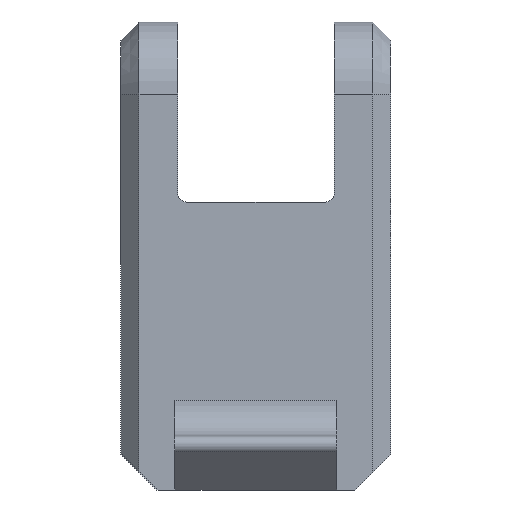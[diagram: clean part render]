
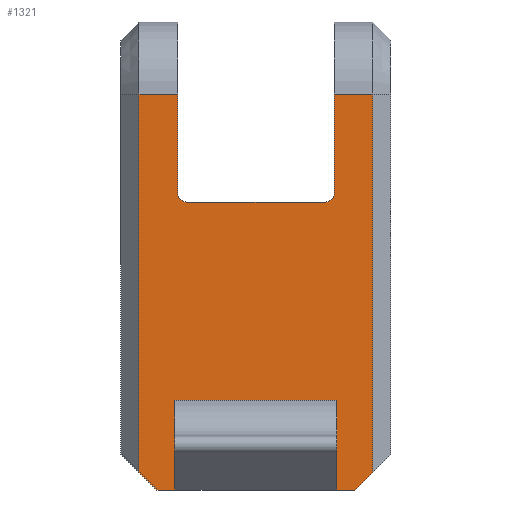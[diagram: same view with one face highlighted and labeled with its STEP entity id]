
A CAD part, front view. The second image highlights one B-rep face of the part: STEP entity #1321.
In plain terms, the highlighted planar face has unit normal (0, -1, 0).
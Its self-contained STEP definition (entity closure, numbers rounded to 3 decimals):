
#62=CARTESIAN_POINT('Vertex',(-13.,-8.,2.)) ;
#83=CARTESIAN_POINT('Vertex',(-11.,-8.,0.)) ;
#86=CARTESIAN_POINT('Line Origine',(-13.,-8.,2.)) ;
#228=CARTESIAN_POINT('Line Origine',(0.,-8.,44.)) ;
#232=CARTESIAN_POINT('Vertex',(-8.7,-8.,44.)) ;
#234=CARTESIAN_POINT('Vertex',(-13.,-8.,44.)) ;
#275=CARTESIAN_POINT('Line Origine',(-8.7,-8.,38.5)) ;
#279=CARTESIAN_POINT('Vertex',(-8.7,-8.,33.)) ;
#317=CARTESIAN_POINT('Axis2P3D Location',(-7.7,-8.,33.)) ;
#321=CARTESIAN_POINT('Vertex',(-7.7,-8.,32.)) ;
#348=CARTESIAN_POINT('Line Origine',(3.85,-8.,32.)) ;
#352=CARTESIAN_POINT('Vertex',(7.7,-8.,32.)) ;
#354=CARTESIAN_POINT('Vertex',(0.,-8.,32.)) ;
#376=CARTESIAN_POINT('Line Origine',(-3.85,-8.,32.)) ;
#429=CARTESIAN_POINT('Axis2P3D Location',(7.7,-8.,33.)) ;
#433=CARTESIAN_POINT('Vertex',(8.7,-8.,33.)) ;
#468=CARTESIAN_POINT('Vertex',(8.7,-8.,44.)) ;
#471=CARTESIAN_POINT('Line Origine',(0.,-8.,44.)) ;
#475=CARTESIAN_POINT('Vertex',(13.,-8.,44.)) ;
#1081=CARTESIAN_POINT('Line Origine',(13.,-8.,26.4)) ;
#1085=CARTESIAN_POINT('Vertex',(13.,-8.,2.)) ;
#1104=CARTESIAN_POINT('Line Origine',(8.7,-8.,38.5)) ;
#1125=CARTESIAN_POINT('Line Origine',(-13.,-8.,26.4)) ;
#1159=CARTESIAN_POINT('Line Origine',(13.,-8.,2.)) ;
#1163=CARTESIAN_POINT('Vertex',(11.,-8.,0.)) ;
#1218=CARTESIAN_POINT('Vertex',(9.,-8.,0.)) ;
#1221=CARTESIAN_POINT('Line Origine',(9.,-8.,5.)) ;
#1225=CARTESIAN_POINT('Vertex',(9.,-8.,10.)) ;
#1253=CARTESIAN_POINT('Vertex',(-9.,-8.,10.)) ;
#1256=CARTESIAN_POINT('Line Origine',(-9.,-8.,5.)) ;
#1260=CARTESIAN_POINT('Vertex',(-9.,-8.,0.)) ;
#1282=CARTESIAN_POINT('Axis2P3D Location',(0.,-8.,44.)) ;
#1287=CARTESIAN_POINT('Line Origine',(0.,-8.,10.)) ;
#1292=CARTESIAN_POINT('Line Origine',(10.,-8.,0.)) ;
#1297=CARTESIAN_POINT('Line Origine',(-10.,-8.,0.)) ;
#87=DIRECTION('Vector Direction',(0.707,0.,-0.707)) ;
#229=DIRECTION('Vector Direction',(1.,0.,0.)) ;
#276=DIRECTION('Vector Direction',(0.,0.,1.)) ;
#318=DIRECTION('Axis2P3D Direction',(0.,-1.,0.)) ;
#349=DIRECTION('Vector Direction',(-1.,0.,0.)) ;
#377=DIRECTION('Vector Direction',(-1.,0.,0.)) ;
#430=DIRECTION('Axis2P3D Direction',(0.,-1.,0.)) ;
#472=DIRECTION('Vector Direction',(1.,0.,0.)) ;
#1082=DIRECTION('Vector Direction',(0.,0.,1.)) ;
#1105=DIRECTION('Vector Direction',(0.,0.,1.)) ;
#1126=DIRECTION('Vector Direction',(0.,0.,1.)) ;
#1160=DIRECTION('Vector Direction',(-0.707,0.,-0.707)) ;
#1222=DIRECTION('Vector Direction',(0.,0.,-1.)) ;
#1257=DIRECTION('Vector Direction',(0.,0.,-1.)) ;
#1283=DIRECTION('Axis2P3D Direction',(0.,1.,0.)) ;
#1284=DIRECTION('Axis2P3D XDirection',(0.,0.,-1.)) ;
#1288=DIRECTION('Vector Direction',(-1.,0.,0.)) ;
#1293=DIRECTION('Vector Direction',(-1.,0.,0.)) ;
#1298=DIRECTION('Vector Direction',(-1.,0.,0.)) ;
#319=AXIS2_PLACEMENT_3D('Circle Axis2P3D',#317,#318,$) ;
#431=AXIS2_PLACEMENT_3D('Circle Axis2P3D',#429,#430,$) ;
#1285=AXIS2_PLACEMENT_3D('Plane Axis2P3D',#1282,#1283,#1284) ;
#1303=ORIENTED_EDGE('',*,*,#1291,.T.) ;
#1304=ORIENTED_EDGE('',*,*,#1227,.T.) ;
#1305=ORIENTED_EDGE('',*,*,#1296,.F.) ;
#1306=ORIENTED_EDGE('',*,*,#1165,.F.) ;
#1307=ORIENTED_EDGE('',*,*,#1087,.F.) ;
#1308=ORIENTED_EDGE('',*,*,#477,.T.) ;
#1309=ORIENTED_EDGE('',*,*,#1108,.F.) ;
#1310=ORIENTED_EDGE('',*,*,#435,.T.) ;
#1311=ORIENTED_EDGE('',*,*,#356,.T.) ;
#1312=ORIENTED_EDGE('',*,*,#380,.T.) ;
#1313=ORIENTED_EDGE('',*,*,#323,.T.) ;
#1314=ORIENTED_EDGE('',*,*,#281,.T.) ;
#1315=ORIENTED_EDGE('',*,*,#236,.T.) ;
#1316=ORIENTED_EDGE('',*,*,#1129,.T.) ;
#1317=ORIENTED_EDGE('',*,*,#90,.F.) ;
#1318=ORIENTED_EDGE('',*,*,#1301,.F.) ;
#1319=ORIENTED_EDGE('',*,*,#1262,.T.) ;
#88=VECTOR('Line Direction',#87,1.) ;
#230=VECTOR('Line Direction',#229,1.) ;
#277=VECTOR('Line Direction',#276,1.) ;
#350=VECTOR('Line Direction',#349,1.) ;
#378=VECTOR('Line Direction',#377,1.) ;
#473=VECTOR('Line Direction',#472,1.) ;
#1083=VECTOR('Line Direction',#1082,1.) ;
#1106=VECTOR('Line Direction',#1105,1.) ;
#1127=VECTOR('Line Direction',#1126,1.) ;
#1161=VECTOR('Line Direction',#1160,1.) ;
#1223=VECTOR('Line Direction',#1222,1.) ;
#1258=VECTOR('Line Direction',#1257,1.) ;
#1289=VECTOR('Line Direction',#1288,1.) ;
#1294=VECTOR('Line Direction',#1293,1.) ;
#1299=VECTOR('Line Direction',#1298,1.) ;
#1321=ADVANCED_FACE('Corps principal',(#1320),#1286,.F.) ;
#320=CIRCLE('generated circle',#319,1.) ;
#432=CIRCLE('generated circle',#431,1.) ;
#90=EDGE_CURVE('',#84,#63,#89,.F.) ;
#236=EDGE_CURVE('',#233,#235,#231,.F.) ;
#281=EDGE_CURVE('',#280,#233,#278,.T.) ;
#323=EDGE_CURVE('',#322,#280,#320,.F.) ;
#356=EDGE_CURVE('',#353,#355,#351,.T.) ;
#380=EDGE_CURVE('',#355,#322,#379,.T.) ;
#435=EDGE_CURVE('',#434,#353,#432,.F.) ;
#477=EDGE_CURVE('',#476,#469,#474,.F.) ;
#1087=EDGE_CURVE('',#476,#1086,#1084,.F.) ;
#1108=EDGE_CURVE('',#434,#469,#1107,.T.) ;
#1129=EDGE_CURVE('',#235,#63,#1128,.F.) ;
#1165=EDGE_CURVE('',#1086,#1164,#1162,.T.) ;
#1227=EDGE_CURVE('',#1226,#1219,#1224,.T.) ;
#1262=EDGE_CURVE('',#1261,#1254,#1259,.F.) ;
#1291=EDGE_CURVE('',#1254,#1226,#1290,.F.) ;
#1296=EDGE_CURVE('',#1164,#1219,#1295,.T.) ;
#1301=EDGE_CURVE('',#1261,#84,#1300,.T.) ;
#1302=EDGE_LOOP('',(#1303,#1304,#1305,#1306,#1307,#1308,#1309,#1310,#1311,#1312,#1313,#1314,#1315,#1316,#1317,#1318,#1319)) ;
#1320=FACE_OUTER_BOUND('',#1302,.T.) ;
#89=LINE('Line',#86,#88) ;
#231=LINE('Line',#228,#230) ;
#278=LINE('Line',#275,#277) ;
#351=LINE('Line',#348,#350) ;
#379=LINE('Line',#376,#378) ;
#474=LINE('Line',#471,#473) ;
#1084=LINE('Line',#1081,#1083) ;
#1107=LINE('Line',#1104,#1106) ;
#1128=LINE('Line',#1125,#1127) ;
#1162=LINE('Line',#1159,#1161) ;
#1224=LINE('Line',#1221,#1223) ;
#1259=LINE('Line',#1256,#1258) ;
#1290=LINE('Line',#1287,#1289) ;
#1295=LINE('Line',#1292,#1294) ;
#1300=LINE('Line',#1297,#1299) ;
#1286=PLANE('',#1285) ;
#63=VERTEX_POINT('',#62) ;
#84=VERTEX_POINT('',#83) ;
#233=VERTEX_POINT('',#232) ;
#235=VERTEX_POINT('',#234) ;
#280=VERTEX_POINT('',#279) ;
#322=VERTEX_POINT('',#321) ;
#353=VERTEX_POINT('',#352) ;
#355=VERTEX_POINT('',#354) ;
#434=VERTEX_POINT('',#433) ;
#469=VERTEX_POINT('',#468) ;
#476=VERTEX_POINT('',#475) ;
#1086=VERTEX_POINT('',#1085) ;
#1164=VERTEX_POINT('',#1163) ;
#1219=VERTEX_POINT('',#1218) ;
#1226=VERTEX_POINT('',#1225) ;
#1254=VERTEX_POINT('',#1253) ;
#1261=VERTEX_POINT('',#1260) ;
